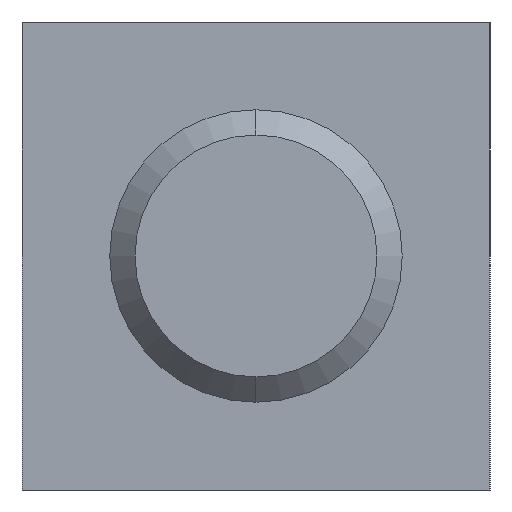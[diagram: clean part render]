
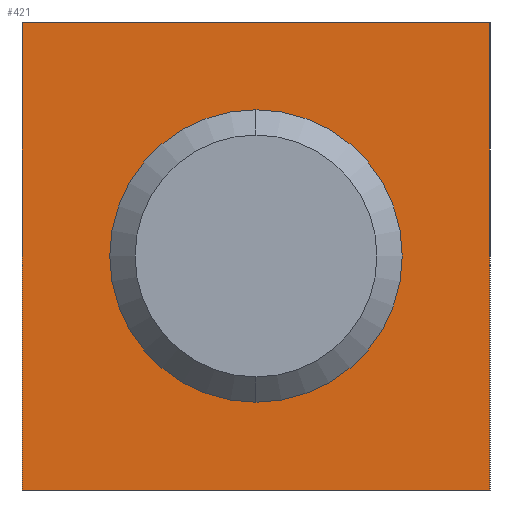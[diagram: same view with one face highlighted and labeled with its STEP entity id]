
A CAD part, left-side view. The second image highlights one B-rep face of the part: STEP entity #421.
In plain terms, the highlighted planar face has unit normal (-1, 0, 0).
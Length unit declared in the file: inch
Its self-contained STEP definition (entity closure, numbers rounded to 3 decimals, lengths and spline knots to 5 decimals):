
#1 = PLANE ( 'NONE',  #194 ) ;
#16 = CARTESIAN_POINT ( 'NONE',  ( -1., 0.5, 0.5 ) ) ;
#41 = DIRECTION ( 'NONE',  ( 0., 0., -1. ) ) ;
#43 = DIRECTION ( 'NONE',  ( -1., 0., 0. ) ) ;
#44 = CARTESIAN_POINT ( 'NONE',  ( -1., 0., 0. ) ) ;
#74 = CARTESIAN_POINT ( 'NONE',  ( -1., -0.5, 0.5 ) ) ;
#81 = CARTESIAN_POINT ( 'NONE',  ( -1., 0.5, 0.5 ) ) ;
#85 = DIRECTION ( 'NONE',  ( 0., -1., 0. ) ) ;
#88 = DIRECTION ( 'NONE',  ( 0., 0., -1. ) ) ;
#90 = EDGE_LOOP ( 'NONE', ( #298, #192, #333, #318 ) ) ;
#91 = CARTESIAN_POINT ( 'NONE',  ( -1., -0.5, 0.5 ) ) ;
#92 = DIRECTION ( 'NONE',  ( 0., -1., 0. ) ) ;
#94 = CIRCLE ( 'NONE', #210, 0.3125 ) ;
#99 = CARTESIAN_POINT ( 'NONE',  ( -1., 0.5, -0.5 ) ) ;
#105 = CARTESIAN_POINT ( 'NONE',  ( -1., -0.5, -0.5 ) ) ;
#109 = DIRECTION ( 'NONE',  ( 0., 0., -1. ) ) ;
#112 = CARTESIAN_POINT ( 'NONE',  ( -1., 0.5, 0.5 ) ) ;
#124 = DIRECTION ( 'NONE',  ( 0., 0., -1. ) ) ;
#126 = DIRECTION ( 'NONE',  ( -1., 0., 0. ) ) ;
#130 = CARTESIAN_POINT ( 'NONE',  ( -1., 0., 0. ) ) ;
#147 = CARTESIAN_POINT ( 'NONE',  ( -1., 0., -0.3125 ) ) ;
#157 = CARTESIAN_POINT ( 'NONE',  ( -1., 0.5, 0.5 ) ) ;
#192 = ORIENTED_EDGE ( 'NONE', *, *, #385, .T. ) ;
#194 = AXIS2_PLACEMENT_3D ( 'NONE', #16, #446, #277 ) ;
#205 = CARTESIAN_POINT ( 'NONE',  ( -1., 0., 0.3125 ) ) ;
#210 = AXIS2_PLACEMENT_3D ( 'NONE', #44, #43, #41 ) ;
#223 = AXIS2_PLACEMENT_3D ( 'NONE', #130, #126, #124 ) ;
#236 = FACE_BOUND ( 'NONE', #441, .T. ) ;
#238 = FACE_OUTER_BOUND ( 'NONE', #90, .T. ) ;
#262 = VECTOR ( 'NONE', #85, 39.37008 ) ;
#263 = VECTOR ( 'NONE', #88, 39.37008 ) ;
#266 = LINE ( 'NONE', #91, #263 ) ;
#269 = LINE ( 'NONE', #81, #262 ) ;
#270 = VECTOR ( 'NONE', #109, 39.37008 ) ;
#271 = VECTOR ( 'NONE', #92, 39.37008 ) ;
#273 = LINE ( 'NONE', #112, #270 ) ;
#277 = DIRECTION ( 'NONE',  ( 0., 0., -1. ) ) ;
#280 = LINE ( 'NONE', #99, #271 ) ;
#284 = CARTESIAN_POINT ( 'NONE',  ( -1., 0.5, -0.5 ) ) ;
#288 = CIRCLE ( 'NONE', #223, 0.3125 ) ;
#298 = ORIENTED_EDGE ( 'NONE', *, *, #376, .T. ) ;
#305 = VERTEX_POINT ( 'NONE', #157 ) ;
#312 = ORIENTED_EDGE ( 'NONE', *, *, #399, .F. ) ;
#313 = VERTEX_POINT ( 'NONE', #147 ) ;
#314 = ORIENTED_EDGE ( 'NONE', *, *, #358, .F. ) ;
#318 = ORIENTED_EDGE ( 'NONE', *, *, #394, .F. ) ;
#333 = ORIENTED_EDGE ( 'NONE', *, *, #387, .F. ) ;
#358 = EDGE_CURVE ( 'NONE', #447, #313, #288, .T. ) ;
#376 = EDGE_CURVE ( 'NONE', #305, #425, #273, .T. ) ;
#379 = VERTEX_POINT ( 'NONE', #105 ) ;
#385 = EDGE_CURVE ( 'NONE', #425, #379, #280, .T. ) ;
#387 = EDGE_CURVE ( 'NONE', #396, #379, #266, .T. ) ;
#394 = EDGE_CURVE ( 'NONE', #305, #396, #269, .T. ) ;
#396 = VERTEX_POINT ( 'NONE', #74 ) ;
#399 = EDGE_CURVE ( 'NONE', #313, #447, #94, .T. ) ;
#421 = ADVANCED_FACE ( 'PLANAR_0', ( #238, #236 ), #1, .F. ) ;
#425 = VERTEX_POINT ( 'NONE', #284 ) ;
#441 = EDGE_LOOP ( 'NONE', ( #314, #312 ) ) ;
#446 = DIRECTION ( 'NONE',  ( 1., 0., 0. ) ) ;
#447 = VERTEX_POINT ( 'NONE', #205 ) ;
